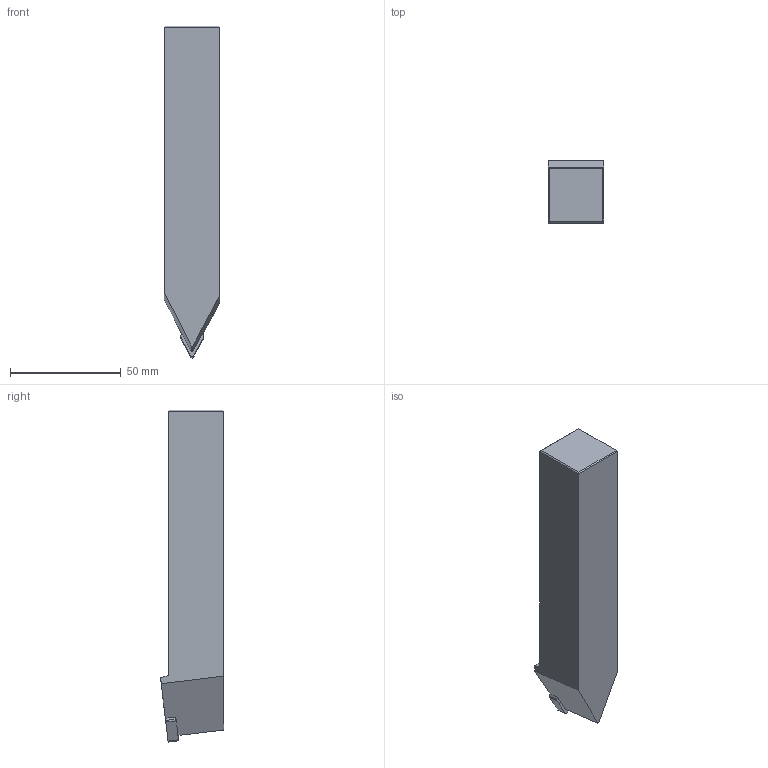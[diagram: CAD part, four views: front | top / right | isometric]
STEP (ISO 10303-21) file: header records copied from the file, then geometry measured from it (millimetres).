
FILE_DESCRIPTION((''),'2;1');
FILE_NAME('70536125_ASM','2018-10-15T14:48:15',('piechottad'),(''),'CREO PARAMETRIC BY PTC INC, 2017380','CREO PARAMETRIC BY PTC INC, 2017380','');
FILE_SCHEMA(('AUTOMOTIVE_DESIGN { 1 0 10303 214 1 1 1 1 }'));
Length unit declared in the file: millimetre
Products named in the file (3): 70536125NC; 70536125C; 70536125_ASM
Assembly tree (2 placements, depth 2):
  70536125_ASM
    70536125NC
    70536125C
Bounding box: 25 x 28.49 x 150 mm (x, y, z)
Volume: 85137.1 mm3; surface area: 15447.3 mm2
Topology: 2 solids, 2 shells, 33 faces, 89 edges, 60 vertices
Faces by surface type: plane 23, cylinder 6, torus 2, cone 2
Entity records: 2511 total; most frequent: DIRECTION 257, CARTESIAN_POINT 225, ORIENTED_EDGE 158, PROPERTY_DEFINITION 143, REPRESENTATION 141, PROPERTY_DEFINITION_REPRESENTATION 141, PRESENTATION_STYLE_ASSIGNMENT 131, STYLED_ITEM 131
